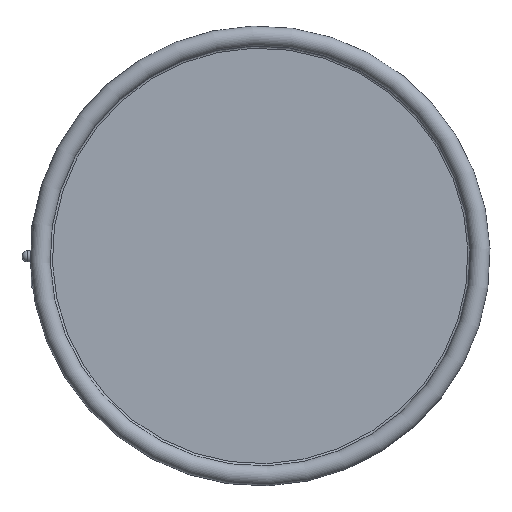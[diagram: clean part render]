
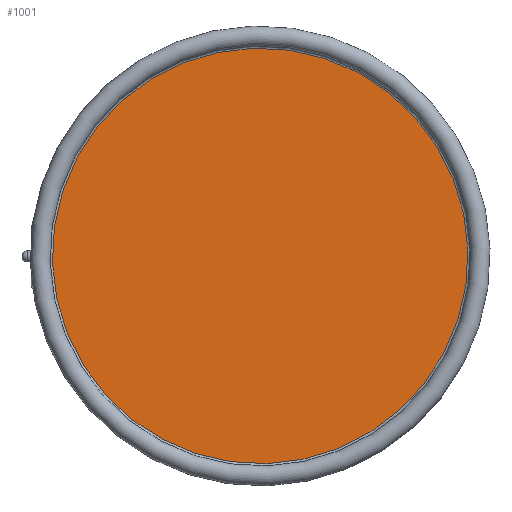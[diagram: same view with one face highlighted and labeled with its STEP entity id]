
A CAD part, top view. The second image highlights one B-rep face of the part: STEP entity #1001.
In plain terms, the highlighted planar face has unit normal (0, 0, 1).
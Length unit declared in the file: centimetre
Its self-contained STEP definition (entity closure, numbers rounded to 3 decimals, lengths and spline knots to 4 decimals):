
#176=PLANE('',#1092);
#194=FACE_OUTER_BOUND('',#274,.T.);
#274=EDGE_LOOP('',(#714));
#390=CIRCLE('',#1093,4.5547);
#488=VERTEX_POINT('',#1642);
#584=EDGE_CURVE('',#488,#488,#390,.T.);
#714=ORIENTED_EDGE('',*,*,#584,.F.);
#1001=ADVANCED_FACE('',(#194),#176,.F.);
#1092=AXIS2_PLACEMENT_3D('',#1641,#1281,#1282);
#1093=AXIS2_PLACEMENT_3D('',#1643,#1283,#1284);
#1281=DIRECTION('center_axis',(0.,0.,
-1.));
#1282=DIRECTION('ref_axis',(-1.,0.,0.));
#1283=DIRECTION('center_axis',(0.,0.,
-1.));
#1284=DIRECTION('ref_axis',(0.787,-0.617,0.));
#1641=CARTESIAN_POINT('Origin',(-2.65,0.,
8.25));
#1642=CARTESIAN_POINT('',(0.9335,-2.8113,8.25));
#1643=CARTESIAN_POINT('Origin',(-2.65,0.,
8.25));
